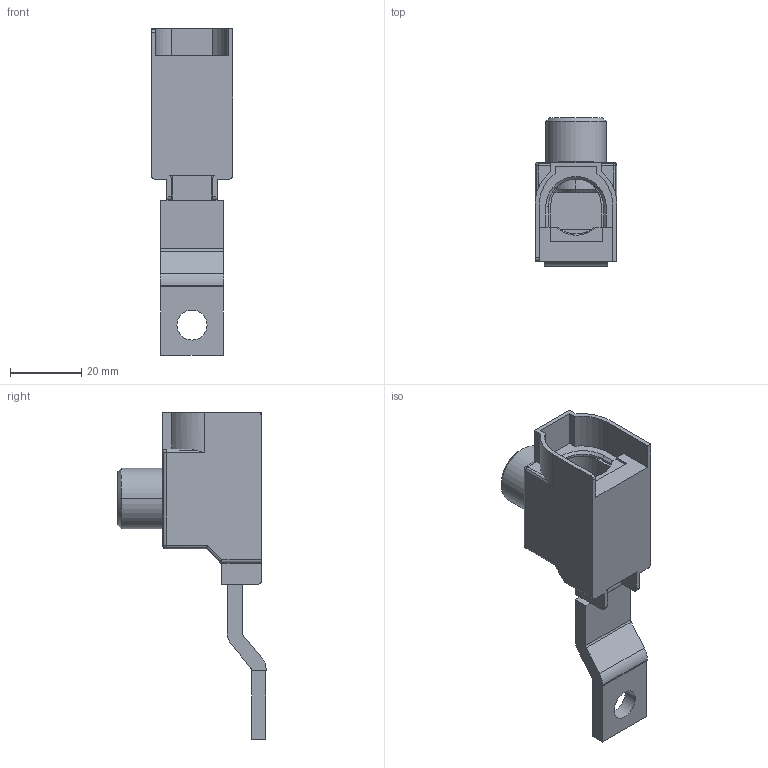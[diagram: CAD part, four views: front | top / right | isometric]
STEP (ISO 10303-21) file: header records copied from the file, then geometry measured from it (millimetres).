
FILE_DESCRIPTION((''),'2;1');
FILE_NAME('T8051090_L_ESK-KETO-00_95_690V-_ASM','2021-05-14T',('marketing.praksa'),('Audax d.o.o.'),'CREO PARAMETRIC BY PTC INC, 2017480','CREO PARAMETRIC BY PTC INC, 2017480','');
FILE_SCHEMA(('AUTOMOTIVE_DESIGN { 1 0 10303 214 1 1 1 1 }'));
Length unit declared in the file: millimetre
Products named in the file (3): T8051090_L_ESK-KETO-00_95_690V-; PRT0005DGH; T8051090_L_ESK-KETO-00_95_690V-_ASM
Assembly tree (2 placements, depth 2):
  T8051090_L_ESK-KETO-00_95_690V-_ASM
    T8051090_L_ESK-KETO-00_95_690V-
    PRT0005DGH
Bounding box: 22.9 x 41.5 x 91.45 mm (x, y, z)
Volume: 92.4 mm3; surface area: 12528.1 mm2
Topology: 8 solids, 9 shells, 322 faces, 867 edges, 554 vertices
Faces by surface type: plane 162, cylinder 100, cone 44, sphere 12, torus 4
Entity records: 15362 total; most frequent: CARTESIAN_POINT 2133, ORIENTED_EDGE 1705, DIRECTION 1675, PRESENTATION_STYLE_ASSIGNMENT 1186, STYLED_ITEM 1186, CURVE_STYLE 855, EDGE_CURVE 855, AXIS2_PLACEMENT_3D 571
